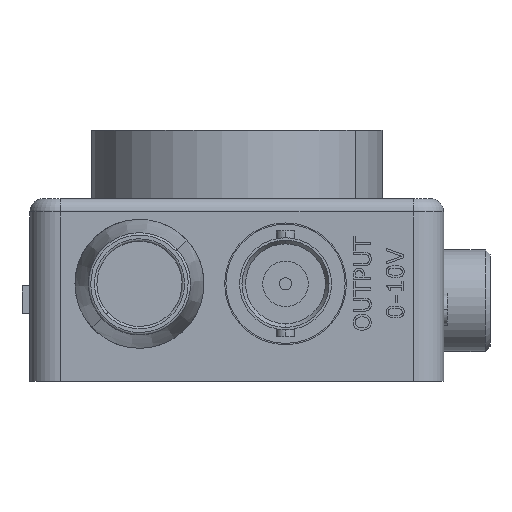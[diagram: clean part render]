
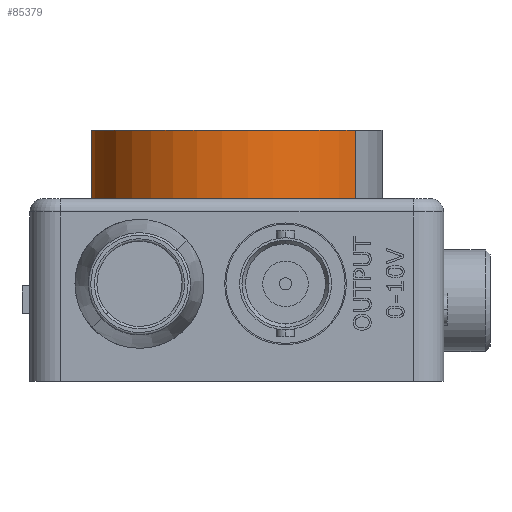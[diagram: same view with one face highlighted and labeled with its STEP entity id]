
A CAD part, front view. The second image highlights one B-rep face of the part: STEP entity #85379.
In plain terms, the highlighted cylindrical face has radius 15.24 mm (diameter 30.48 mm), a partial arc.
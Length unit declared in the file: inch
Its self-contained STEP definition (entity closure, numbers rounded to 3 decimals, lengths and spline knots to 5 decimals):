
#4765 = DIRECTION ( 'NONE',  ( 0.811, -0.585, 0. ) ) ;
#9976 = FACE_OUTER_BOUND ( 'NONE', #84275, .T. ) ;
#10933 = DIRECTION ( 'NONE',  ( 0., 0., -1. ) ) ;
#16823 = VERTEX_POINT ( 'NONE', #96691 ) ;
#22573 = ORIENTED_EDGE ( 'NONE', *, *, #68732, .F. ) ;
#24236 = CARTESIAN_POINT ( 'NONE',  ( 0.85, 1.5, 1.03 ) ) ;
#24935 = DIRECTION ( 'NONE',  ( -0.811, 0.585, 0. ) ) ;
#30105 = CARTESIAN_POINT ( 'NONE',  ( 0.36322, 1.85078, 1.03 ) ) ;
#31389 = ORIENTED_EDGE ( 'NONE', *, *, #51116, .T. ) ;
#34462 = DIRECTION ( 'NONE',  ( 0.811, -0.585, 0. ) ) ;
#38153 = ORIENTED_EDGE ( 'NONE', *, *, #78644, .F. ) ;
#38626 = CYLINDRICAL_SURFACE ( 'NONE', #66410, 0.6 ) ;
#39029 = VERTEX_POINT ( 'NONE', #90987 ) ;
#45005 = LINE ( 'NONE', #72119, #99251 ) ;
#48068 = AXIS2_PLACEMENT_3D ( 'NONE', #24236, #95537, #34462 ) ;
#51116 = EDGE_CURVE ( 'NONE', #16823, #39029, #81127, .T. ) ;
#60223 = VERTEX_POINT ( 'NONE', #88183 ) ;
#65847 = DIRECTION ( 'NONE',  ( 0., 0., 1. ) ) ;
#66410 = AXIS2_PLACEMENT_3D ( 'NONE', #95804, #106066, #24935 ) ;
#68732 = EDGE_CURVE ( 'NONE', #102553, #60223, #101204, .T. ) ;
#72119 = CARTESIAN_POINT ( 'NONE',  ( 1.33678, 1.14922, 1.03 ) ) ;
#78644 = EDGE_CURVE ( 'NONE', #60223, #39029, #45005, .T. ) ;
#80341 = ORIENTED_EDGE ( 'NONE', *, *, #84478, .T. ) ;
#80813 = AXIS2_PLACEMENT_3D ( 'NONE', #126920, #65847, #4765 ) ;
#81127 = CIRCLE ( 'NONE', #80813, 0.6 ) ;
#84275 = EDGE_LOOP ( 'NONE', ( #38153, #22573, #80341, #31389 ) ) ;
#84478 = EDGE_CURVE ( 'NONE', #102553, #16823, #85473, .T. ) ;
#85379 = ADVANCED_FACE ( 'NONE', ( #9976 ), #38626, .T. ) ;
#85473 = LINE ( 'NONE', #108000, #109351 ) ;
#88183 = CARTESIAN_POINT ( 'NONE',  ( 1.33678, 1.14922, 1.03 ) ) ;
#90987 = CARTESIAN_POINT ( 'NONE',  ( 1.33678, 1.14922, 0.75 ) ) ;
#95537 = DIRECTION ( 'NONE',  ( 0., 0., 1. ) ) ;
#95804 = CARTESIAN_POINT ( 'NONE',  ( 0.85, 1.5, 1.03 ) ) ;
#96691 = CARTESIAN_POINT ( 'NONE',  ( 0.36322, 1.85078, 0.75 ) ) ;
#99251 = VECTOR ( 'NONE', #10933, 39.37008 ) ;
#101204 = CIRCLE ( 'NONE', #48068, 0.6 ) ;
#102553 = VERTEX_POINT ( 'NONE', #30105 ) ;
#106066 = DIRECTION ( 'NONE',  ( 0., 0., -1. ) ) ;
#108000 = CARTESIAN_POINT ( 'NONE',  ( 0.36322, 1.85078, 1.03 ) ) ;
#109351 = VECTOR ( 'NONE', #118227, 39.37008 ) ;
#118227 = DIRECTION ( 'NONE',  ( 0., 0., -1. ) ) ;
#126920 = CARTESIAN_POINT ( 'NONE',  ( 0.85, 1.5, 0.75 ) ) ;
